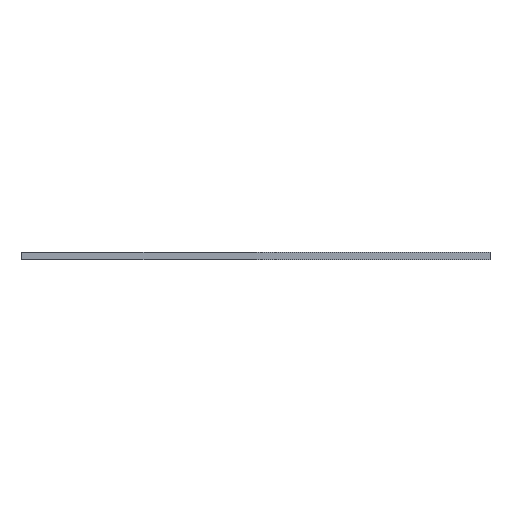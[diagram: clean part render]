
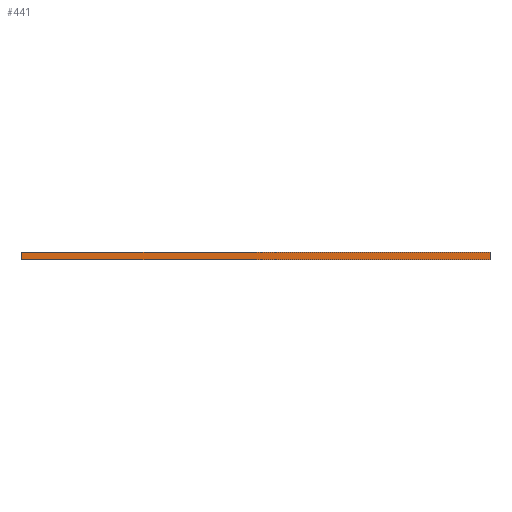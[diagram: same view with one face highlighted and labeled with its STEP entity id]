
A CAD part, left-side view. The second image highlights one B-rep face of the part: STEP entity #441.
In plain terms, the highlighted planar face has unit normal (-1, 0, 0).
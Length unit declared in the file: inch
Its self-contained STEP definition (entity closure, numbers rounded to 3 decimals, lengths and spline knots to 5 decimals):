
#39 = CARTESIAN_POINT ( 'NONE',  ( -182.88648, -173.46851, 0.032 ) ) ;
#60 = ORIENTED_EDGE ( 'NONE', *, *, #129, .F. ) ;
#93 = CARTESIAN_POINT ( 'NONE',  ( -182.88648, -171.50001, 0. ) ) ;
#129 = EDGE_CURVE ( 'NONE', #674, #550, #773, .T. ) ;
#144 = EDGE_CURVE ( 'NONE', #648, #674, #991, .T. ) ;
#162 = VECTOR ( 'NONE', #574, 39.37008 ) ;
#168 = CARTESIAN_POINT ( 'NONE',  ( -182.88648, -173.46851, 0. ) ) ;
#187 = LINE ( 'NONE', #168, #269 ) ;
#198 = LINE ( 'NONE', #371, #902 ) ;
#269 = VECTOR ( 'NONE', #410, 39.37008 ) ;
#359 = CARTESIAN_POINT ( 'NONE',  ( -182.88648, -171.50001, 0. ) ) ;
#365 = VECTOR ( 'NONE', #505, 39.37008 ) ;
#371 = CARTESIAN_POINT ( 'NONE',  ( -182.88648, -173.46851, 0. ) ) ;
#410 = DIRECTION ( 'NONE',  ( 0., 1., 0. ) ) ;
#441 = ADVANCED_FACE ( 'NONE', ( #715 ), #718, .T. ) ;
#483 = ORIENTED_EDGE ( 'NONE', *, *, #912, .F. ) ;
#499 = AXIS2_PLACEMENT_3D ( 'NONE', #728, #1055, #1064 ) ;
#505 = DIRECTION ( 'NONE',  ( 0., -1., 0. ) ) ;
#550 = VERTEX_POINT ( 'NONE', #839 ) ;
#574 = DIRECTION ( 'NONE',  ( 0., 0., 1. ) ) ;
#585 = EDGE_LOOP ( 'NONE', ( #483, #702, #60, #867 ) ) ;
#647 = EDGE_CURVE ( 'NONE', #1011, #550, #198, .T. ) ;
#648 = VERTEX_POINT ( 'NONE', #359 ) ;
#674 = VERTEX_POINT ( 'NONE', #704 ) ;
#702 = ORIENTED_EDGE ( 'NONE', *, *, #647, .T. ) ;
#704 = CARTESIAN_POINT ( 'NONE',  ( -182.88648, -171.50001, 0.032 ) ) ;
#715 = FACE_OUTER_BOUND ( 'NONE', #585, .T. ) ;
#718 = PLANE ( 'NONE',  #499 ) ;
#728 = CARTESIAN_POINT ( 'NONE',  ( -182.88648, -171.50001, 0. ) ) ;
#772 = DIRECTION ( 'NONE',  ( 0., 0., 1. ) ) ;
#773 = LINE ( 'NONE', #39, #365 ) ;
#839 = CARTESIAN_POINT ( 'NONE',  ( -182.88648, -173.46851, 0.032 ) ) ;
#867 = ORIENTED_EDGE ( 'NONE', *, *, #144, .F. ) ;
#902 = VECTOR ( 'NONE', #772, 39.37008 ) ;
#912 = EDGE_CURVE ( 'NONE', #1011, #648, #187, .T. ) ;
#986 = CARTESIAN_POINT ( 'NONE',  ( -182.88648, -173.46851, 0. ) ) ;
#991 = LINE ( 'NONE', #93, #162 ) ;
#1011 = VERTEX_POINT ( 'NONE', #986 ) ;
#1055 = DIRECTION ( 'NONE',  ( -1., 0., 0. ) ) ;
#1064 = DIRECTION ( 'NONE',  ( 0., 0., 1. ) ) ;
